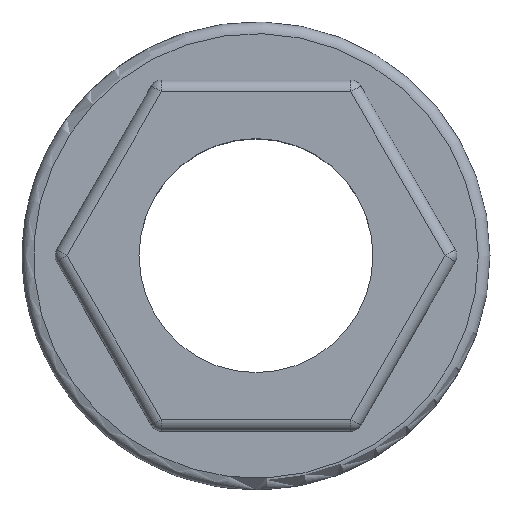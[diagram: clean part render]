
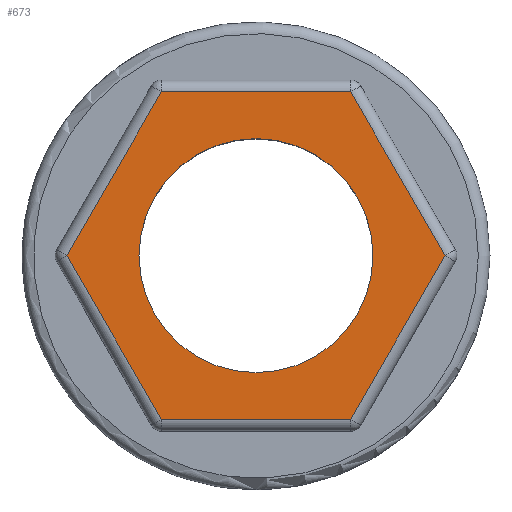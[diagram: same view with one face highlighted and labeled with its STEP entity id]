
A CAD part, top view. The second image highlights one B-rep face of the part: STEP entity #673.
In plain terms, the highlighted planar face has unit normal (0, 0, 1).
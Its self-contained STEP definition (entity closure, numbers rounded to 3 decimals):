
#25=CARTESIAN_POINT('',(-5.,0.,10.));
#26=VERTEX_POINT('',#25);
#27=CARTESIAN_POINT('',(5.,0.,10.));
#28=VERTEX_POINT('',#27);
#29=CARTESIAN_POINT('',(0.,0.,10.));
#30=DIRECTION('',(-1.,0.,0.));
#31=DIRECTION('',(-0.,0.,1.));
#32=AXIS2_PLACEMENT_3D('',#29,#31,#30);
#33=CIRCLE('',#32,5.);
#34=EDGE_CURVE('',#26,#28,#33,.T.);
#36=CARTESIAN_POINT('',(0.,0.,10.));
#37=DIRECTION('',(1.,0.,0.));
#38=DIRECTION('',(0.,0.,1.));
#39=AXIS2_PLACEMENT_3D('',#36,#38,#37);
#40=CIRCLE('',#39,5.);
#41=EDGE_CURVE('',#28,#26,#40,.T.);
#76=CARTESIAN_POINT('',(-4.041,-7.,10.));
#77=VERTEX_POINT('',#76);
#143=CARTESIAN_POINT('',(4.041,-7.,10.));
#144=VERTEX_POINT('',#143);
#210=CARTESIAN_POINT('',(-8.083,0.,10.));
#211=VERTEX_POINT('',#210);
#278=CARTESIAN_POINT('',(-4.041,-7.,10.));
#279=DIRECTION('',(-0.5,0.866,0.));
#280=VECTOR('',#279,8.083);
#281=LINE('',#278,#280);
#282=EDGE_CURVE('',#77,#211,#281,.T.);
#299=CARTESIAN_POINT('',(8.083,0.,10.));
#300=VERTEX_POINT('',#299);
#366=CARTESIAN_POINT('',(-4.041,7.,10.));
#367=VERTEX_POINT('',#366);
#434=CARTESIAN_POINT('',(-8.083,0.,10.));
#435=DIRECTION('',(0.5,0.866,0.));
#436=VECTOR('',#435,8.083);
#437=LINE('',#434,#436);
#438=EDGE_CURVE('',#211,#367,#437,.T.);
#455=CARTESIAN_POINT('',(4.041,7.,10.));
#456=VERTEX_POINT('',#455);
#523=CARTESIAN_POINT('',(-4.041,7.,10.));
#524=DIRECTION('',(1.,0.,0.));
#525=VECTOR('',#524,8.083);
#526=LINE('',#523,#525);
#527=EDGE_CURVE('',#367,#456,#526,.T.);
#545=CARTESIAN_POINT('',(4.041,7.,10.));
#546=DIRECTION('',(0.5,-0.866,0.));
#547=VECTOR('',#546,8.083);
#548=LINE('',#545,#547);
#549=EDGE_CURVE('',#456,#300,#548,.T.);
#567=CARTESIAN_POINT('',(8.083,0.,10.));
#568=DIRECTION('',(-0.5,-0.866,0.));
#569=VECTOR('',#568,8.083);
#570=LINE('',#567,#569);
#571=EDGE_CURVE('',#300,#144,#570,.T.);
#589=CARTESIAN_POINT('',(4.041,-7.,10.));
#590=DIRECTION('',(-1.,0.,0.));
#591=VECTOR('',#590,8.083);
#592=LINE('',#589,#591);
#593=EDGE_CURVE('',#144,#77,#592,.T.);
#656=CARTESIAN_POINT('',(0.,0.,10.));
#657=DIRECTION('',(1.,0.,0.));
#658=DIRECTION('',(0.,0.,1.));
#659=AXIS2_PLACEMENT_3D('',#656,#658,#657);
#660=PLANE('',#659);
#661=ORIENTED_EDGE('',*,*,#282,.F.);
#662=ORIENTED_EDGE('',*,*,#593,.F.);
#663=ORIENTED_EDGE('',*,*,#571,.F.);
#664=ORIENTED_EDGE('',*,*,#549,.F.);
#665=ORIENTED_EDGE('',*,*,#527,.F.);
#666=ORIENTED_EDGE('',*,*,#438,.F.);
#667=EDGE_LOOP('',(#661,#662,#663,#664,#665,#666));
#668=FACE_OUTER_BOUND('',#667,.T.);
#669=ORIENTED_EDGE('',*,*,#41,.F.);
#670=ORIENTED_EDGE('',*,*,#34,.F.);
#671=EDGE_LOOP('',(#669,#670));
#672=FACE_BOUND('',#671,.T.);
#673=ADVANCED_FACE('F23',(#668,#672),#660,.T.);
